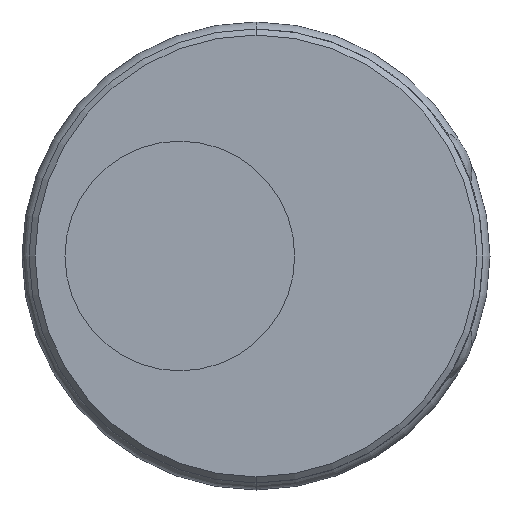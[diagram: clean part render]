
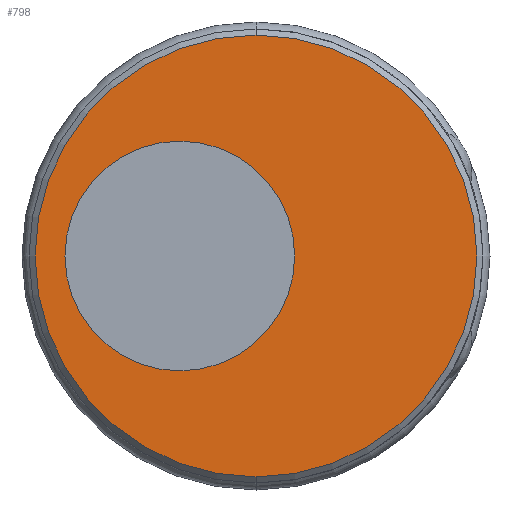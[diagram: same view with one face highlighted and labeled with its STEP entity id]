
A CAD part, front view. The second image highlights one B-rep face of the part: STEP entity #798.
In plain terms, the highlighted planar face has unit normal (0, -1, 0).
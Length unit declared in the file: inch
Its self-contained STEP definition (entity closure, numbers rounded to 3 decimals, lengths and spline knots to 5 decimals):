
#14=CARTESIAN_POINT('',(0.,0.,0.));
#15=DIRECTION('',(0.,-1.,0.));
#16=DIRECTION('',(0.,0.,1.));
#17=AXIS2_PLACEMENT_3D('',#14,#15,#16);
#19=CARTESIAN_POINT('',(0.,0.,0.));
#20=DIRECTION('',(0.,-1.,0.));
#21=DIRECTION('',(0.,0.,-1.));
#22=AXIS2_PLACEMENT_3D('',#19,#20,#21);
#24=CARTESIAN_POINT('',(-0.125,0.,0.));
#25=DIRECTION('',(0.,1.,0.));
#26=DIRECTION('',(0.,0.,-1.));
#27=AXIS2_PLACEMENT_3D('',#24,#25,#26);
#29=CARTESIAN_POINT('',(-0.125,0.,0.));
#30=DIRECTION('',(0.,1.,0.));
#31=DIRECTION('',(0.,0.,1.));
#32=AXIS2_PLACEMENT_3D('',#29,#30,#31);
#719=CARTESIAN_POINT('',(0.,0.,0.3625));
#720=CARTESIAN_POINT('',(0.,0.,-0.3625));
#721=VERTEX_POINT('',#719);
#722=VERTEX_POINT('',#720);
#777=CARTESIAN_POINT('',(-0.125,0.,-0.1885));
#778=CARTESIAN_POINT('',(-0.125,0.,0.1885));
#779=VERTEX_POINT('',#777);
#780=VERTEX_POINT('',#778);
#781=CARTESIAN_POINT('',(0.,0.,0.));
#782=DIRECTION('',(0.,1.,0.));
#783=DIRECTION('',(0.,0.,-1.));
#784=AXIS2_PLACEMENT_3D('',#781,#782,#783);
#785=PLANE('',#784);
#787=ORIENTED_EDGE('',*,*,#786,.F.);
#789=ORIENTED_EDGE('',*,*,#788,.F.);
#790=EDGE_LOOP('',(#787,#789));
#791=FACE_OUTER_BOUND('',#790,.F.);
#793=ORIENTED_EDGE('',*,*,#792,.F.);
#795=ORIENTED_EDGE('',*,*,#794,.F.);
#796=EDGE_LOOP('',(#793,#795));
#797=FACE_BOUND('',#796,.F.);
#18=CIRCLE('',#17,0.3625);
#23=CIRCLE('',#22,0.3625);
#28=CIRCLE('',#27,0.1885);
#33=CIRCLE('',#32,0.1885);
#786=EDGE_CURVE('',#721,#722,#18,.T.);
#788=EDGE_CURVE('',#722,#721,#23,.T.);
#792=EDGE_CURVE('',#779,#780,#28,.T.);
#794=EDGE_CURVE('',#780,#779,#33,.T.);
#798=ADVANCED_FACE('',(#791,#797),#785,.F.);
